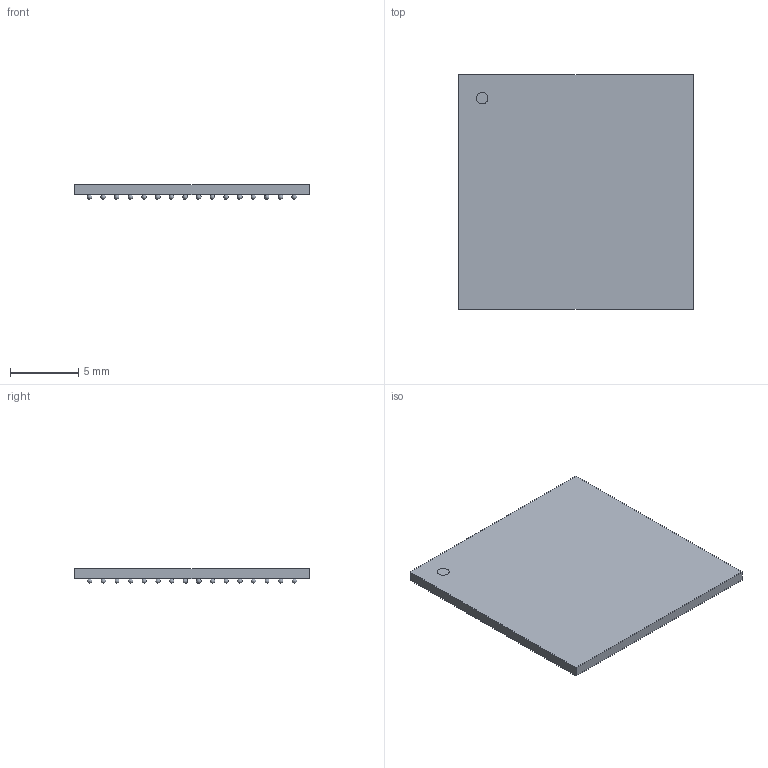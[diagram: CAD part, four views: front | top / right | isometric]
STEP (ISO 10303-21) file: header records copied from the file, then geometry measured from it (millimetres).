
FILE_DESCRIPTION(('STEP AP214'),'1');
FILE_NAME('BC_256_3_ADI','2025-12-03T12:05:33',(''),(''),'','','');
FILE_SCHEMA(('AUTOMOTIVE_DESIGN'));
Length unit declared in the file: millimetre
Products named in the file (1): product
Bounding box: 17.2 x 17.2 x 1.1 mm (x, y, z)
Volume: 232.4 mm3; surface area: 847.2 mm2
Topology: 514 solids, 514 shells, 521 faces, 1551 edges, 1034 vertices
Faces by surface type: sphere 512, plane 8, cylinder 1
Full cylindrical faces by diameter (mm): 0.86 x1
Entity records: 4981 total; most frequent: DIRECTION 1062, CARTESIAN_POINT 535, AXIS2_PLACEMENT_3D 525, STYLED_ITEM 521, ADVANCED_FACE 521, MANIFOLD_SOLID_BREP 514, CLOSED_SHELL 514, SPHERICAL_SURFACE 512
